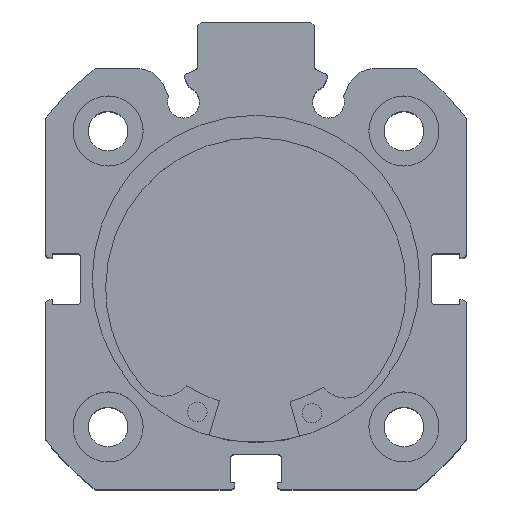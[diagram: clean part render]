
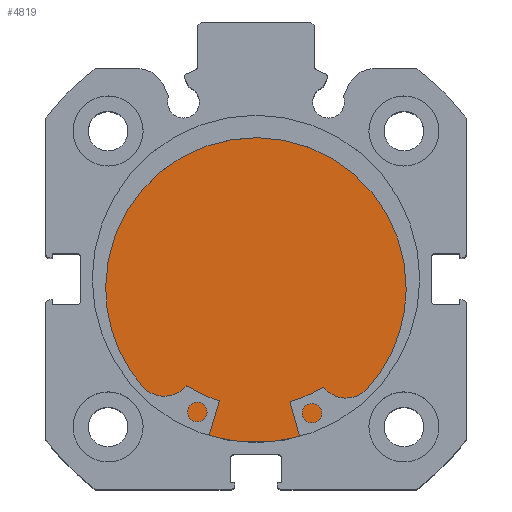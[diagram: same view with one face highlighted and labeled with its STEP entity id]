
A CAD part, top view. The second image highlights one B-rep face of the part: STEP entity #4819.
In plain terms, the highlighted face is planar.
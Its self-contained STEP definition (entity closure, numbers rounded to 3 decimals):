
#602 = DIRECTION ( 'NONE',  ( 0., 0., 1. ) ) ;
#603 = DIRECTION ( 'NONE',  ( -1., 0., 0. ) ) ;
#605 = CARTESIAN_POINT ( 'NONE',  ( 8.5, 0., 0. ) ) ;
#611 = DIRECTION ( 'NONE',  ( 0., 0., 1. ) ) ;
#613 = DIRECTION ( 'NONE',  ( -1., 0., 0. ) ) ;
#619 = CARTESIAN_POINT ( 'NONE',  ( 8.5, 0., 0. ) ) ;
#631 = DIRECTION ( 'NONE',  ( 0., 0., 1. ) ) ;
#640 = DIRECTION ( 'NONE',  ( -1., 0., 0. ) ) ;
#656 = PLANE ( 'NONE',  #5534 ) ;
#659 = CARTESIAN_POINT ( 'NONE',  ( 8.5, 21., 0. ) ) ;
#2339 = ORIENTED_EDGE ( 'NONE', *, *, #5749, .F. ) ;
#2365 = ORIENTED_EDGE ( 'NONE', *, *, #5752, .F. ) ;
#2960 = FACE_OUTER_BOUND ( 'NONE', #5287, .T. ) ;
#3372 = CIRCLE ( 'NONE', #4753, 21. ) ;
#3374 = CIRCLE ( 'NONE', #5399, 21. ) ;
#4503 = CARTESIAN_POINT ( 'NONE',  ( 8.5, 0., 21. ) ) ;
#4542 = CARTESIAN_POINT ( 'NONE',  ( 8.5, 0., -21. ) ) ;
#4753 = AXIS2_PLACEMENT_3D ( 'NONE', #619, #613, #611 ) ;
#4819 = ADVANCED_FACE ( 'NONE', ( #2960 ), #656, .F. ) ;
#5287 = EDGE_LOOP ( 'NONE', ( #2339, #2365 ) ) ;
#5399 = AXIS2_PLACEMENT_3D ( 'NONE', #605, #603, #602 ) ;
#5534 = AXIS2_PLACEMENT_3D ( 'NONE', #659, #640, #631 ) ;
#5749 = EDGE_CURVE ( 'NONE', #6163, #6202, #3372, .T. ) ;
#5752 = EDGE_CURVE ( 'NONE', #6202, #6163, #3374, .T. ) ;
#6163 = VERTEX_POINT ( 'NONE', #4503 ) ;
#6202 = VERTEX_POINT ( 'NONE', #4542 ) ;
